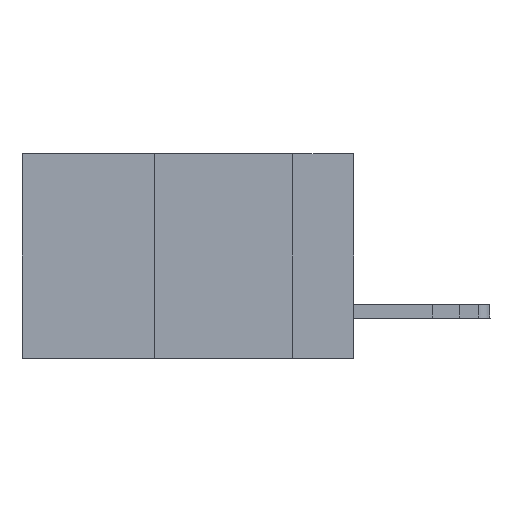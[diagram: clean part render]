
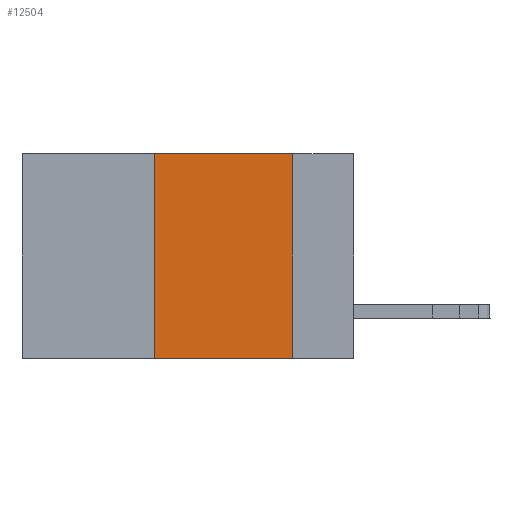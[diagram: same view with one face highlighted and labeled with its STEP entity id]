
A CAD part, left-side view. The second image highlights one B-rep face of the part: STEP entity #12504.
In plain terms, the highlighted planar face has unit normal (-1, 0, 0).
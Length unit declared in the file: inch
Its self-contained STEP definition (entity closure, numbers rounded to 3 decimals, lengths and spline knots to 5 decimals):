
#212 = LINE ( 'NONE', #11468, #4535 ) ;
#403 = DIRECTION ( 'NONE',  ( 0., 0., -1. ) ) ;
#1426 = CARTESIAN_POINT ( 'NONE',  ( 0., 0.6, 0. ) ) ;
#2415 = LINE ( 'NONE', #17017, #16864 ) ;
#2601 = EDGE_CURVE ( 'NONE', #29116, #6320, #14461, .T. ) ;
#4512 = VERTEX_POINT ( 'NONE', #15541 ) ;
#4535 = VECTOR ( 'NONE', #5957, 39.37008 ) ;
#5957 = DIRECTION ( 'NONE',  ( 0., 0., 1. ) ) ;
#6320 = VERTEX_POINT ( 'NONE', #34756 ) ;
#6797 = FACE_OUTER_BOUND ( 'NONE', #35412, .T. ) ;
#7394 = CARTESIAN_POINT ( 'NONE',  ( 0., 0.36, -0.37 ) ) ;
#7526 = EDGE_CURVE ( 'NONE', #17330, #4512, #212, .T. ) ;
#7700 = DIRECTION ( 'NONE',  ( 0., 0., -1. ) ) ;
#7816 = CARTESIAN_POINT ( 'NONE',  ( 0., 0.11, 0. ) ) ;
#11109 = CARTESIAN_POINT ( 'NONE',  ( 0., 0.11, 0. ) ) ;
#11163 = DIRECTION ( 'NONE',  ( 0., -1., 0. ) ) ;
#11468 = CARTESIAN_POINT ( 'NONE',  ( 0., 0.36, 0. ) ) ;
#12504 = ADVANCED_FACE ( 'NONE', ( #6797 ), #19802, .F. ) ;
#12789 = ORIENTED_EDGE ( 'NONE', *, *, #32654, .T. ) ;
#14117 = ORIENTED_EDGE ( 'NONE', *, *, #2601, .F. ) ;
#14461 = LINE ( 'NONE', #11109, #18818 ) ;
#15541 = CARTESIAN_POINT ( 'NONE',  ( 0., 0.36, 0. ) ) ;
#16864 = VECTOR ( 'NONE', #34028, 39.37008 ) ;
#17017 = CARTESIAN_POINT ( 'NONE',  ( 0., 0.6, 0. ) ) ;
#17330 = VERTEX_POINT ( 'NONE', #7394 ) ;
#18818 = VECTOR ( 'NONE', #403, 39.37008 ) ;
#19802 = PLANE ( 'NONE',  #20701 ) ;
#20701 = AXIS2_PLACEMENT_3D ( 'NONE', #1426, #21019, #7700 ) ;
#21010 = VECTOR ( 'NONE', #11163, 39.37008 ) ;
#21019 = DIRECTION ( 'NONE',  ( 1., 0., 0. ) ) ;
#22173 = ORIENTED_EDGE ( 'NONE', *, *, #7526, .F. ) ;
#22439 = LINE ( 'NONE', #36372, #21010 ) ;
#29116 = VERTEX_POINT ( 'NONE', #7816 ) ;
#30882 = ORIENTED_EDGE ( 'NONE', *, *, #31760, .F. ) ;
#31760 = EDGE_CURVE ( 'NONE', #4512, #29116, #2415, .T. ) ;
#32654 = EDGE_CURVE ( 'NONE', #17330, #6320, #22439, .T. ) ;
#34028 = DIRECTION ( 'NONE',  ( 0., -1., 0. ) ) ;
#34756 = CARTESIAN_POINT ( 'NONE',  ( 0., 0.11, -0.37 ) ) ;
#35412 = EDGE_LOOP ( 'NONE', ( #14117, #30882, #22173, #12789 ) ) ;
#36372 = CARTESIAN_POINT ( 'NONE',  ( 0., 0.6, -0.37 ) ) ;
